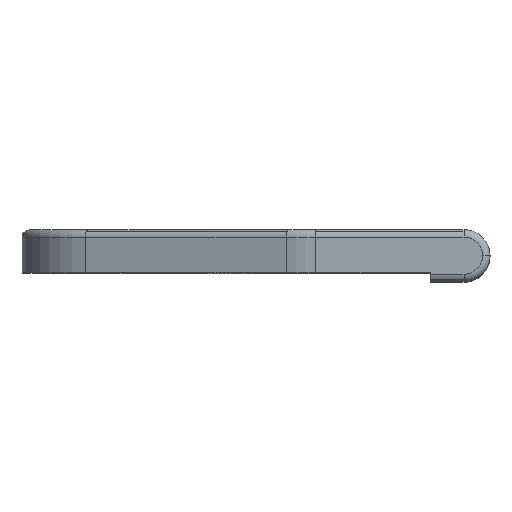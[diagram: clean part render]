
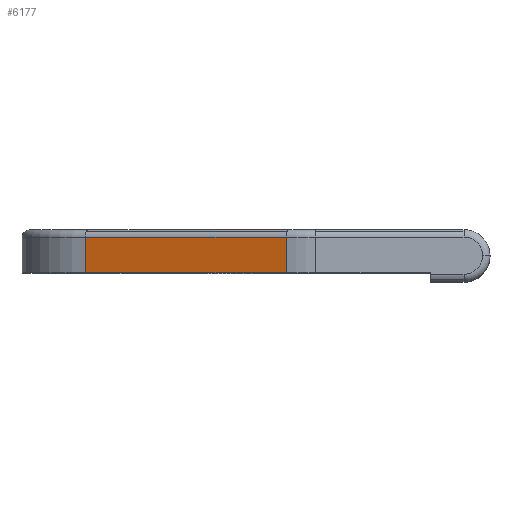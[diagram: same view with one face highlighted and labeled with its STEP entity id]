
A CAD part, top view. The second image highlights one B-rep face of the part: STEP entity #6177.
In plain terms, the highlighted planar face has unit normal (-0.316, 0, 0.949).
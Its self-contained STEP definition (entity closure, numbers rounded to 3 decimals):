
#349=CARTESIAN_POINT('',(-61.849,-5.6,68.717));
#350=VERTEX_POINT('',#349);
#358=CARTESIAN_POINT('',(-115.906,-5.6,50.698));
#359=VERTEX_POINT('',#358);
#360=CARTESIAN_POINT('',(-61.849,-5.6,68.717));
#361=DIRECTION('',(-0.949,0.,-0.316));
#362=VECTOR('',#361,56.981);
#363=LINE('',#360,#362);
#364=EDGE_CURVE('',#350,#359,#363,.T.);
#6135=CARTESIAN_POINT('',(-115.906,4.,50.698));
#6136=VERTEX_POINT('',#6135);
#6137=CARTESIAN_POINT('',(-115.906,4.,50.698));
#6138=DIRECTION('',(-0.,-1.,-0.));
#6139=VECTOR('',#6138,9.6);
#6140=LINE('',#6137,#6139);
#6141=EDGE_CURVE('',#6136,#359,#6140,.T.);
#6154=CARTESIAN_POINT('',(-61.849,6.,68.717));
#6155=DIRECTION('',(0.316,0.,-0.949));
#6156=DIRECTION('',(-0.949,0.,-0.316));
#6157=AXIS2_PLACEMENT_3D('',#6154,#6155,#6156);
#6158=PLANE('',#6157);
#6159=ORIENTED_EDGE('',*,*,#364,.F.);
#6160=CARTESIAN_POINT('',(-61.849,4.,68.717));
#6161=VERTEX_POINT('',#6160);
#6162=CARTESIAN_POINT('',(-61.849,4.,68.717));
#6163=DIRECTION('',(0.,-1.,0.));
#6164=VECTOR('',#6163,9.6);
#6165=LINE('',#6162,#6164);
#6166=EDGE_CURVE('',#6161,#350,#6165,.T.);
#6167=ORIENTED_EDGE('',*,*,#6166,.F.);
#6168=CARTESIAN_POINT('',(-115.906,4.,50.698));
#6169=DIRECTION('',(0.949,0.,0.316));
#6170=VECTOR('',#6169,56.981);
#6171=LINE('',#6168,#6170);
#6172=EDGE_CURVE('',#6136,#6161,#6171,.T.);
#6173=ORIENTED_EDGE('',*,*,#6172,.F.);
#6174=ORIENTED_EDGE('',*,*,#6141,.T.);
#6175=EDGE_LOOP('',(#6159,#6167,#6173,#6174));
#6176=FACE_BOUND('',#6175,.T.);
#6177=ADVANCED_FACE('',(#6176),#6158,.F.);
